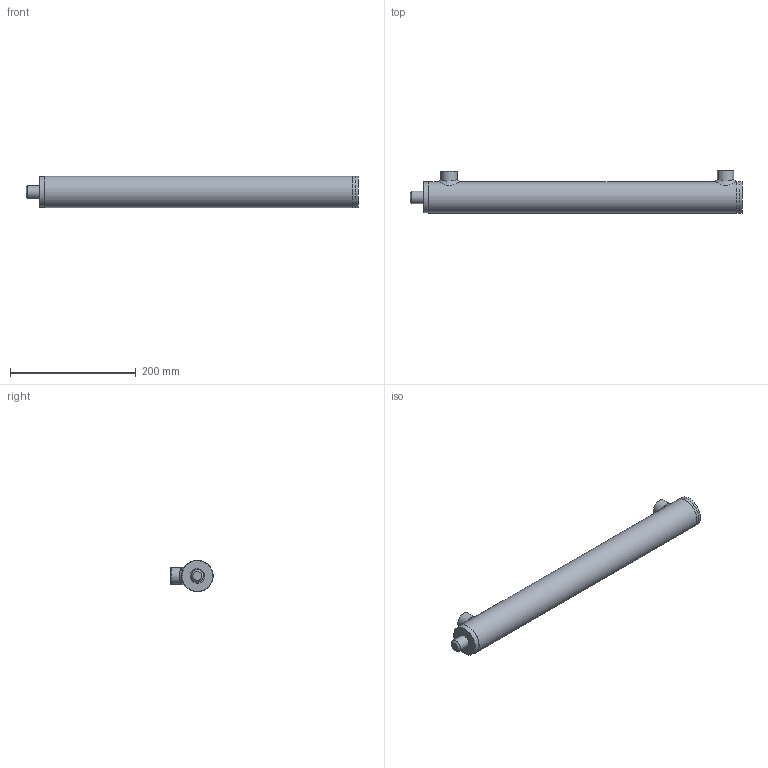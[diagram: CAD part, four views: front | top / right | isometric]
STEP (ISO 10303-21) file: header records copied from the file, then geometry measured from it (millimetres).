
FILE_DESCRIPTION(/* description */ (''),/* implementation_level */ '2;1');
FILE_NAME(/* name */ 'CY0400200400A00A00-1.stp',/* time_stamp */ '2023-06-01T14:39:23+02:00',/* author */ ('msn'),/* organization */ (''),/* preprocessor_version */ 'ST-DEVELOPER v19.2',/* originating_system */ 'Autodesk Inventor 2023',/* authorisation */ '');
FILE_SCHEMA (('AUTOMOTIVE_DESIGN { 1 0 10303 214 3 1 1 }'));
Length unit declared in the file: millimetre
Products named in the file (9): CY0400200400A00A00-1; CY0400200400A00A00-1_1; Rør; NBT005004020; stok; NBP000040015; Wuerth_037114_DIN 982, stål 8, forzinket; NBF000040050; NBBORSG3-8
Assembly tree (9 placements, depth 2):
  CY0400200400A00A00-1
    CY0400200400A00A00-1_1
    Rør
    NBT005004020
    stok
    NBP000040015
    Wuerth_037114_DIN 982, stål 8, forzinket
    NBF000040050
    NBBORSG3-8  x2
Bounding box: 528 x 67 x 50 mm (x, y, z)
Volume: 602291.2 mm3; surface area: 211859.2 mm2
Topology: 11 solids, 11 shells, 131 faces, 263 edges, 170 vertices
Faces by surface type: cylinder 51, plane 44, cone 33, bspline 2, torus 1
Full cylindrical faces by diameter (mm): 5 x2, 12.6 x1, 14 x3, 14.95 x2, 15 x3, 17 x1, 20 x5, 22 x1, 23 x2, 24 x1, 26 x4, 28.556 x1, 33.541 x2, 35 x1, 40 x7, 42 x1, 44 x2, 49 x1, 50 x3
Entity records: 4533 total; most frequent: CARTESIAN_POINT 1503, DIRECTION 614, ORIENTED_EDGE 504, AXIS2_PLACEMENT_3D 269, EDGE_CURVE 252, VERTEX_POINT 163, EDGE_LOOP 161, CIRCLE 128
